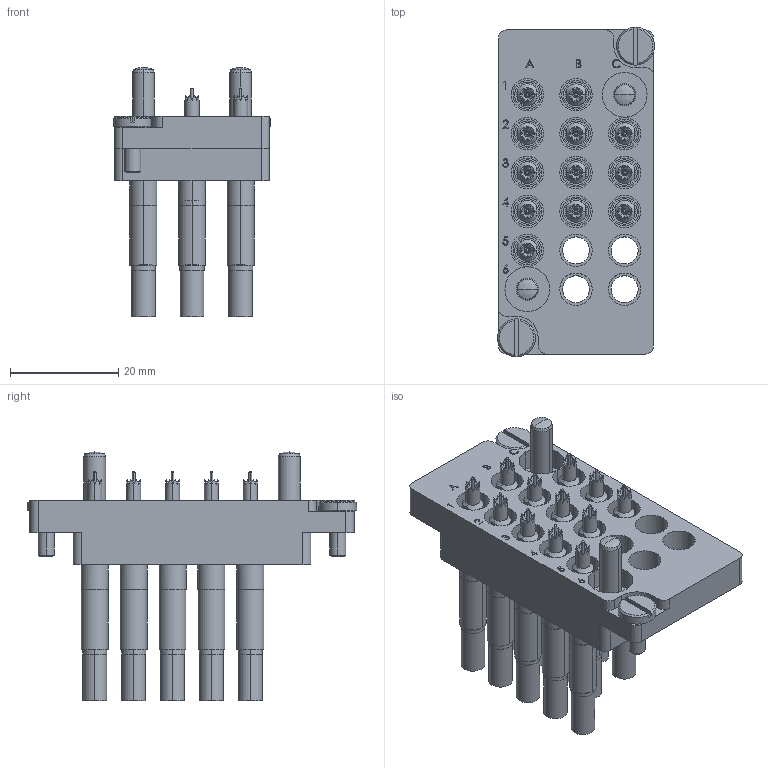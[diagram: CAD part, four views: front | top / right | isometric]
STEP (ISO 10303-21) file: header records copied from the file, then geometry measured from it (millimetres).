
FILE_DESCRIPTION (( 'STEP AP214' ), '1' );
FILE_NAME ('INGUN_38145.STEP', '2023-01-17T10:05:02', ( '' ), ( '' ), 'SwSTEP 2.0', 'SolidWorks 2021', '' );
FILE_SCHEMA (( 'AUTOMOTIVE_DESIGN' ));
Length unit declared in the file: millimetre
Products named in the file (8): INGUN_38145; DIN6325~n_04,0m6x020; 34569~4; INFO_4621~0_SBP-T_Kontaktierung-Seite<S>; DIN923~n_M03x04-A2; HFS-840-0093__ADA~hfs_S; KS-810-Master__ADA~ks_KS-810 R; 34569~4_S
Assembly tree (31 placements, depth 3):
  INGUN_38145
    34569~4_S
      34569~4
      INFO_4621~0_SBP-T_Kontaktierung-Seite<S>
    KS-810-Master__ADA~ks_KS-810 R  x12
    HFS-840-0093__ADA~hfs_S  x12
    DIN923~n_M03x04-A2  x2
    DIN6325~n_04,0m6x020  x2
Bounding box: 29 x 61 x 46.1 mm (x, y, z)
Volume: 20851.1 mm3; surface area: 26372.1 mm2
Topology: 62 solids, 86 shells, 6002 faces, 14182 edges, 8474 vertices
Faces by surface type: plane 4439, cylinder 1302, cone 186, bspline 67, sphere 8
Entity records: 26117 total; most frequent: CARTESIAN_POINT 7402, DIRECTION 3854, ORIENTED_EDGE 3710, EDGE_CURVE 1855, AXIS2_PLACEMENT_3D 1401, VERTEX_POINT 1153, LINE 1052, VECTOR 1052
